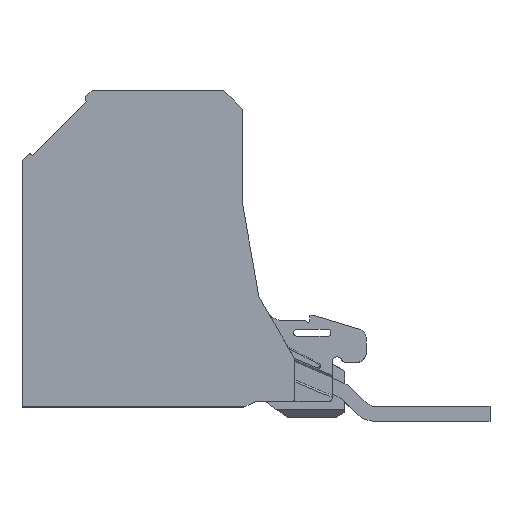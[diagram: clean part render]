
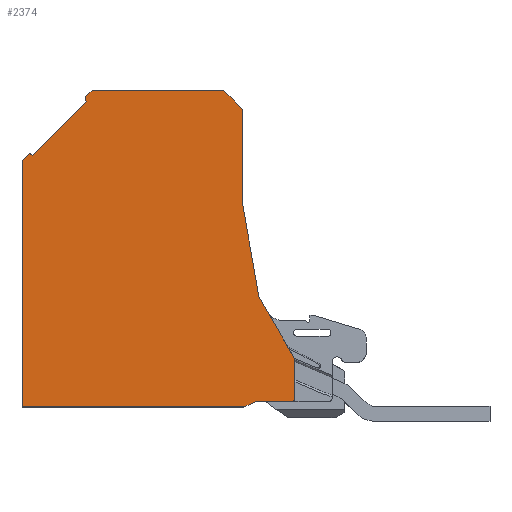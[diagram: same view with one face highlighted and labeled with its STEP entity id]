
A CAD part, top view. The second image highlights one B-rep face of the part: STEP entity #2374.
In plain terms, the highlighted planar face has unit normal (0, 0, 1).
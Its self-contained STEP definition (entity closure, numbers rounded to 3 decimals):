
#395=DIRECTION('',(1.,0.,0.));
#396=VECTOR('',#395,10.643);
#397=CARTESIAN_POINT('',(-13.143,20.2,2.95));
#398=LINE('',#397,#396);
#399=DIRECTION('',(-0.707,0.707,0.));
#400=VECTOR('',#399,2.121);
#401=CARTESIAN_POINT('',(-1.,18.7,2.95));
#402=LINE('',#401,#400);
#403=DIRECTION('',(0.,1.,0.));
#404=VECTOR('',#403,7.562);
#405=CARTESIAN_POINT('',(-1.,11.138,2.95));
#406=LINE('',#405,#404);
#407=DIRECTION('',(-0.174,0.985,0.));
#408=VECTOR('',#407,7.656);
#409=CARTESIAN_POINT('',(0.329,3.599,2.95));
#410=LINE('',#409,#408);
#411=CARTESIAN_POINT('',(0.625,3.651,2.95));
#412=DIRECTION('',(0.,0.,-1.));
#413=DIRECTION('',(-0.866,-0.5,0.));
#414=AXIS2_PLACEMENT_3D('',#411,#412,#413);
#416=DIRECTION('',(-0.5,0.866,0.));
#417=VECTOR('',#416,5.77);
#418=CARTESIAN_POINT('',(3.25,-1.496,2.95));
#419=LINE('',#418,#417);
#420=DIRECTION('',(0.,1.,0.));
#421=VECTOR('',#420,3.154);
#422=CARTESIAN_POINT('',(3.25,-4.65,2.95));
#423=LINE('',#422,#421);
#424=CARTESIAN_POINT('',(3.,-4.65,2.95));
#425=DIRECTION('',(0.,0.,1.));
#426=DIRECTION('',(0.,-1.,0.));
#427=AXIS2_PLACEMENT_3D('',#424,#425,#426);
#429=DIRECTION('',(1.,0.,0.));
#430=VECTOR('',#429,2.813);
#431=CARTESIAN_POINT('',(0.187,-4.9,2.95));
#432=LINE('',#431,#430);
#433=CARTESIAN_POINT('',(0.187,-5.4,2.95));
#434=DIRECTION('',(0.,0.,-1.));
#435=DIRECTION('',(-0.423,0.906,0.));
#436=AXIS2_PLACEMENT_3D('',#433,#434,#435);
#438=DIRECTION('',(0.906,0.423,0.));
#439=VECTOR('',#438,0.954);
#440=CARTESIAN_POINT('',(-0.889,-5.35,2.95));
#441=LINE('',#440,#439);
#442=DIRECTION('',(1.,0.,0.));
#443=VECTOR('',#442,17.911);
#444=CARTESIAN_POINT('',(-18.8,-5.35,2.95));
#445=LINE('',#444,#443);
#446=DIRECTION('',(-0.707,-0.707,0.));
#447=VECTOR('',#446,0.7);
#448=CARTESIAN_POINT('',(-18.305,15.038,2.95));
#449=LINE('',#448,#447);
#450=CARTESIAN_POINT('',(-18.164,14.897,2.95));
#451=DIRECTION('',(0.,0.,1.));
#452=DIRECTION('',(0.707,0.707,0.));
#453=AXIS2_PLACEMENT_3D('',#450,#451,#452);
#455=DIRECTION('',(-0.707,0.707,0.));
#456=VECTOR('',#455,0.1);
#457=CARTESIAN_POINT('',(-17.951,14.967,2.95));
#458=LINE('',#457,#456);
#459=DIRECTION('',(-0.707,-0.707,0.));
#460=VECTOR('',#459,6.2);
#461=CARTESIAN_POINT('',(-13.567,19.351,2.95));
#462=LINE('',#461,#460);
#463=DIRECTION('',(0.707,-0.707,0.));
#464=VECTOR('',#463,0.1);
#465=CARTESIAN_POINT('',(-13.638,19.422,2.95));
#466=LINE('',#465,#464);
#467=CARTESIAN_POINT('',(-13.497,19.564,2.95));
#468=DIRECTION('',(0.,0.,1.));
#469=DIRECTION('',(-0.707,0.707,0.));
#470=AXIS2_PLACEMENT_3D('',#467,#468,#469);
#472=DIRECTION('',(-0.707,-0.707,0.));
#473=VECTOR('',#472,0.7);
#474=CARTESIAN_POINT('',(-13.143,20.2,2.95));
#475=LINE('',#474,#473);
#622=DIRECTION('',(0.,-1.,0.));
#623=VECTOR('',#622,19.893);
#624=CARTESIAN_POINT('',(-18.8,14.543,2.95));
#625=LINE('',#624,#623);
#1706=CARTESIAN_POINT('',(-13.143,20.2,2.95));
#1707=CARTESIAN_POINT('',(-13.638,19.705,2.95));
#1708=VERTEX_POINT('',#1706);
#1709=VERTEX_POINT('',#1707);
#1710=CARTESIAN_POINT('',(-13.638,19.422,2.95));
#1711=VERTEX_POINT('',#1710);
#1712=CARTESIAN_POINT('',(-13.567,19.351,2.95));
#1713=VERTEX_POINT('',#1712);
#1714=CARTESIAN_POINT('',(-17.951,14.967,2.95));
#1715=VERTEX_POINT('',#1714);
#1716=CARTESIAN_POINT('',(-18.022,15.038,2.95));
#1717=VERTEX_POINT('',#1716);
#1718=CARTESIAN_POINT('',(-18.305,15.038,2.95));
#1719=VERTEX_POINT('',#1718);
#1720=CARTESIAN_POINT('',(-18.8,14.543,2.95));
#1721=VERTEX_POINT('',#1720);
#1722=CARTESIAN_POINT('',(-18.8,-5.35,2.95));
#1723=CARTESIAN_POINT('',(-0.889,-5.35,2.95));
#1724=VERTEX_POINT('',#1722);
#1725=VERTEX_POINT('',#1723);
#1726=CARTESIAN_POINT('',(-0.025,-4.947,2.95));
#1727=VERTEX_POINT('',#1726);
#1728=CARTESIAN_POINT('',(0.187,-4.9,2.95));
#1729=VERTEX_POINT('',#1728);
#1730=CARTESIAN_POINT('',(3.,-4.9,2.95));
#1731=VERTEX_POINT('',#1730);
#1732=CARTESIAN_POINT('',(3.25,-4.65,2.95));
#1733=VERTEX_POINT('',#1732);
#1734=CARTESIAN_POINT('',(3.25,-1.496,2.95));
#1735=VERTEX_POINT('',#1734);
#1736=CARTESIAN_POINT('',(0.365,3.501,2.95));
#1737=VERTEX_POINT('',#1736);
#1738=CARTESIAN_POINT('',(0.329,3.599,2.95));
#1739=VERTEX_POINT('',#1738);
#1740=CARTESIAN_POINT('',(-1.,11.138,2.95));
#1741=VERTEX_POINT('',#1740);
#1742=CARTESIAN_POINT('',(-1.,18.7,2.95));
#1743=VERTEX_POINT('',#1742);
#1744=CARTESIAN_POINT('',(-2.5,20.2,2.95));
#1745=VERTEX_POINT('',#1744);
#2330=CARTESIAN_POINT('',(-18.8,9.708,2.95));
#2331=DIRECTION('',(0.,0.,1.));
#2332=DIRECTION('',(0.,1.,0.));
#2333=AXIS2_PLACEMENT_3D('',#2330,#2331,#2332);
#2334=PLANE('',#2333);
#2336=ORIENTED_EDGE('',*,*,#2335,.T.);
#2338=ORIENTED_EDGE('',*,*,#2337,.F.);
#2340=ORIENTED_EDGE('',*,*,#2339,.F.);
#2342=ORIENTED_EDGE('',*,*,#2341,.F.);
#2344=ORIENTED_EDGE('',*,*,#2343,.F.);
#2346=ORIENTED_EDGE('',*,*,#2345,.F.);
#2347=ORIENTED_EDGE('',*,*,#2297,.F.);
#2348=ORIENTED_EDGE('',*,*,#1902,.F.);
#2349=ORIENTED_EDGE('',*,*,#1877,.F.);
#2351=ORIENTED_EDGE('',*,*,#2350,.F.);
#2353=ORIENTED_EDGE('',*,*,#2352,.F.);
#2355=ORIENTED_EDGE('',*,*,#2354,.F.);
#2357=ORIENTED_EDGE('',*,*,#2356,.F.);
#2359=ORIENTED_EDGE('',*,*,#2358,.F.);
#2361=ORIENTED_EDGE('',*,*,#2360,.F.);
#2363=ORIENTED_EDGE('',*,*,#2362,.F.);
#2365=ORIENTED_EDGE('',*,*,#2364,.F.);
#2367=ORIENTED_EDGE('',*,*,#2366,.F.);
#2369=ORIENTED_EDGE('',*,*,#2368,.F.);
#2371=ORIENTED_EDGE('',*,*,#2370,.F.);
#2372=EDGE_LOOP('',(#2336,#2338,#2340,#2342,#2344,#2346,#2347,#2348,#2349,#2351,
#2353,#2355,#2357,#2359,#2361,#2363,#2365,#2367,#2369,#2371));
#2373=FACE_OUTER_BOUND('',#2372,.F.);
#2374=ADVANCED_FACE('',(#2373),#2334,.T.);
#415=CIRCLE('',#414,0.3);
#428=CIRCLE('',#427,0.25);
#437=CIRCLE('',#436,0.5);
#454=CIRCLE('',#453,0.2);
#471=CIRCLE('',#470,0.2);
#1877=EDGE_CURVE('',#1729,#1731,#432,.T.);
#1902=EDGE_CURVE('',#1731,#1733,#428,.T.);
#2297=EDGE_CURVE('',#1733,#1735,#423,.T.);
#2335=EDGE_CURVE('',#1708,#1745,#398,.T.);
#2337=EDGE_CURVE('',#1743,#1745,#402,.T.);
#2339=EDGE_CURVE('',#1741,#1743,#406,.T.);
#2341=EDGE_CURVE('',#1739,#1741,#410,.T.);
#2343=EDGE_CURVE('',#1737,#1739,#415,.T.);
#2345=EDGE_CURVE('',#1735,#1737,#419,.T.);
#2350=EDGE_CURVE('',#1727,#1729,#437,.T.);
#2352=EDGE_CURVE('',#1725,#1727,#441,.T.);
#2354=EDGE_CURVE('',#1724,#1725,#445,.T.);
#2356=EDGE_CURVE('',#1721,#1724,#625,.T.);
#2358=EDGE_CURVE('',#1719,#1721,#449,.T.);
#2360=EDGE_CURVE('',#1717,#1719,#454,.T.);
#2362=EDGE_CURVE('',#1715,#1717,#458,.T.);
#2364=EDGE_CURVE('',#1713,#1715,#462,.T.);
#2366=EDGE_CURVE('',#1711,#1713,#466,.T.);
#2368=EDGE_CURVE('',#1709,#1711,#471,.T.);
#2370=EDGE_CURVE('',#1708,#1709,#475,.T.);
